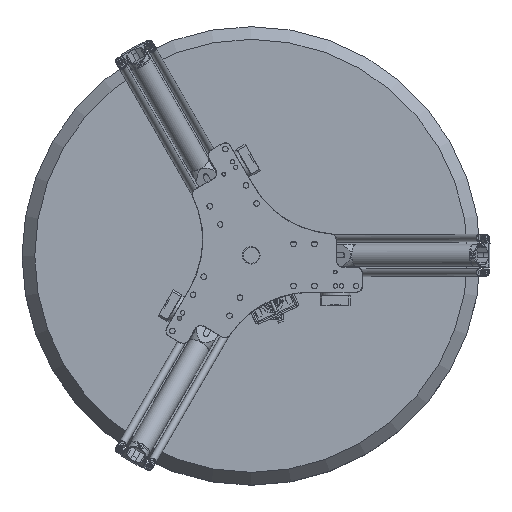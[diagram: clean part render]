
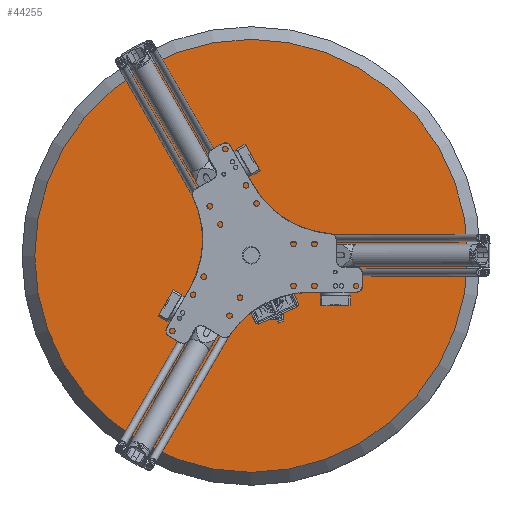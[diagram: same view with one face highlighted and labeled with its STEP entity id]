
A CAD part, top view. The second image highlights one B-rep face of the part: STEP entity #44255.
In plain terms, the highlighted face is planar.
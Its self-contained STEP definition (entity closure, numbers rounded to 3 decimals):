
#2144=PLANE('',#48616);
#11991=FACE_OUTER_BOUND('',#14991,.T.);
#14991=EDGE_LOOP('',(#36866));
#17610=CIRCLE('',#48615,850.);
#21045=VERTEX_POINT('',#89437);
#26519=EDGE_CURVE('',#21045,#21045,#17610,.T.);
#36866=ORIENTED_EDGE('',*,*,#26519,.T.);
#44255=ADVANCED_FACE('',(#11991),#2144,.T.);
#48615=AXIS2_PLACEMENT_3D('',#89439,#58887,#58888);
#48616=AXIS2_PLACEMENT_3D('',#89440,#58889,#58890);
#58887=DIRECTION('center_axis',(0.,0.,-1.));
#58888=DIRECTION('ref_axis',(0.,-1.,0.));
#58889=DIRECTION('center_axis',(0.,0.,-1.));
#58890=DIRECTION('ref_axis',(-1.,0.,0.));
#89437=CARTESIAN_POINT('',(0.,850.,-200.));
#89439=CARTESIAN_POINT('Origin',(0.,0.,-200.));
#89440=CARTESIAN_POINT('Origin',(0.,-450.,-200.));
